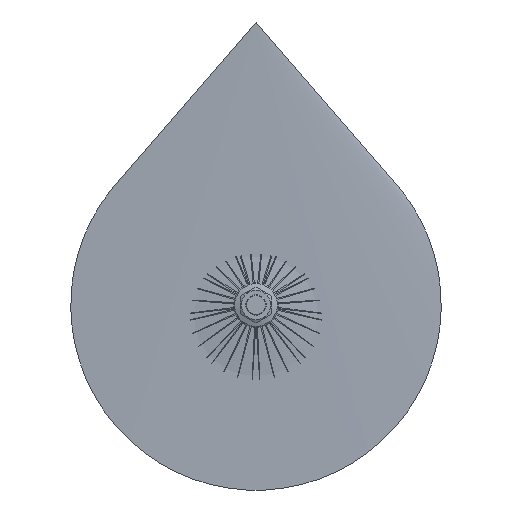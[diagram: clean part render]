
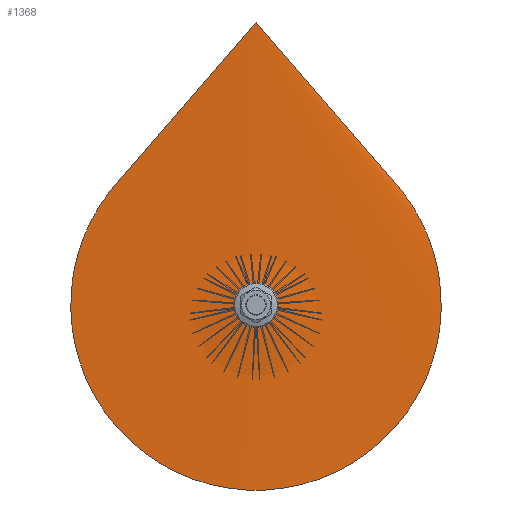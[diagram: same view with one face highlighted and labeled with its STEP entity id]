
A CAD part, left-side view. The second image highlights one B-rep face of the part: STEP entity #1368.
In plain terms, the highlighted toroidal (fillet/blend) face has major radius 68.367 mm and minor radius 521.583 mm.
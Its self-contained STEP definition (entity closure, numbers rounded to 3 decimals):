
#39 = CIRCLE ( 'NONE', #889, 5.113 ) ;
#450 = CARTESIAN_POINT ( 'NONE',  ( -461.583, 0., 0.8 ) ) ;
#525 = DIRECTION ( 'NONE',  ( 0., 0., 1. ) ) ;
#585 = AXIS2_PLACEMENT_3D ( 'NONE', #450, #1753, #525 ) ;
#889 = AXIS2_PLACEMENT_3D ( 'NONE', #1202, #2384, #1846 ) ;
#999 = EDGE_LOOP ( 'NONE', ( #2082 ) ) ;
#1202 = CARTESIAN_POINT ( 'NONE',  ( 54.798, 0., 0.8 ) ) ;
#1368 = ADVANCED_FACE ( 'NONE', ( #1880 ), #1555, .T. ) ;
#1460 = EDGE_CURVE ( 'NONE', #1798, #1798, #39, .T. ) ;
#1480 = CARTESIAN_POINT ( 'NONE',  ( 54.798, 0., 5.913 ) ) ;
#1555 = TOROIDAL_SURFACE ( 'NONE', #585, -68.367, 521.583 ) ;
#1753 = DIRECTION ( 'NONE',  ( -1., 0., 0. ) ) ;
#1798 = VERTEX_POINT ( 'NONE', #1480 ) ;
#1846 = DIRECTION ( 'NONE',  ( 0., 0., 1. ) ) ;
#1880 = FACE_OUTER_BOUND ( 'NONE', #999, .T. ) ;
#2082 = ORIENTED_EDGE ( 'NONE', *, *, #1460, .F. ) ;
#2384 = DIRECTION ( 'NONE',  ( -1., 0., 0. ) ) ;
